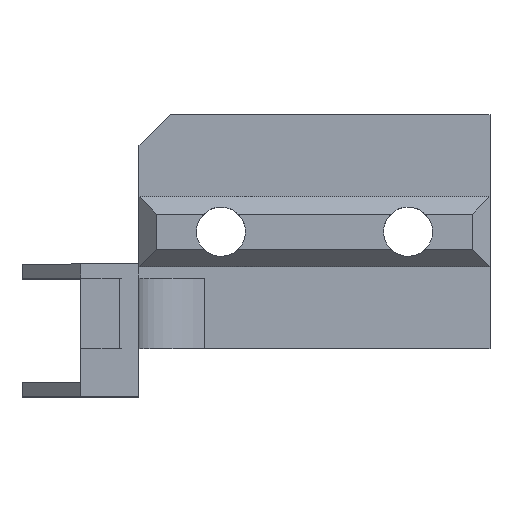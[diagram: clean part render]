
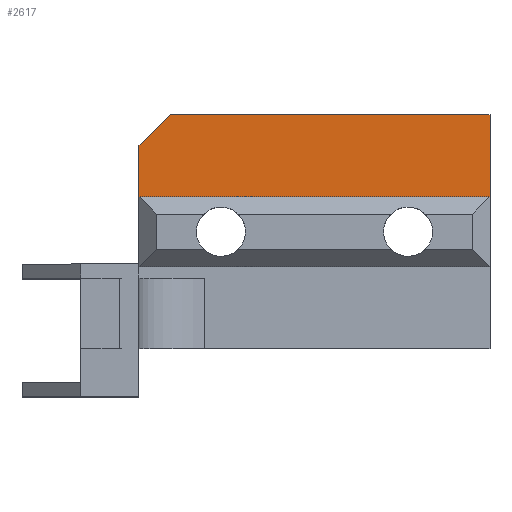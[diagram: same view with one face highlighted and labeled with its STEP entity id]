
A CAD part, top view. The second image highlights one B-rep face of the part: STEP entity #2617.
In plain terms, the highlighted planar face has unit normal (0, 0, 1).
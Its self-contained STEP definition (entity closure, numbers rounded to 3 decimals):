
#211=FACE_OUTER_BOUND('',#354,.T.);
#354=EDGE_LOOP('',(#1740,#1741,#1742,#1743,#1744));
#515=LINE('',#3550,#796);
#517=LINE('',#3554,#798);
#520=LINE('',#3560,#801);
#521=LINE('',#3562,#802);
#522=LINE('',#3563,#803);
#796=VECTOR('',#2950,10.);
#798=VECTOR('',#2954,10.);
#801=VECTOR('',#2959,10.);
#802=VECTOR('',#2960,10.);
#803=VECTOR('',#2961,10.);
#1077=VERTEX_POINT('',#3547);
#1078=VERTEX_POINT('',#3549);
#1079=VERTEX_POINT('',#3553);
#1081=VERTEX_POINT('',#3559);
#1082=VERTEX_POINT('',#3561);
#1339=EDGE_CURVE('',#1077,#1078,#515,.T.);
#1341=EDGE_CURVE('',#1078,#1079,#517,.T.);
#1344=EDGE_CURVE('',#1081,#1077,#520,.T.);
#1345=EDGE_CURVE('',#1081,#1082,#521,.T.);
#1346=EDGE_CURVE('',#1082,#1079,#522,.T.);
#1740=ORIENTED_EDGE('',*,*,#1339,.F.);
#1741=ORIENTED_EDGE('',*,*,#1344,.F.);
#1742=ORIENTED_EDGE('',*,*,#1345,.T.);
#1743=ORIENTED_EDGE('',*,*,#1346,.T.);
#1744=ORIENTED_EDGE('',*,*,#1341,.F.);
#2524=PLANE('',#2787);
#2617=ADVANCED_FACE('',(#211),#2524,.T.);
#2787=AXIS2_PLACEMENT_3D('',#3558,#2957,#2958);
#2950=DIRECTION('',(0.707,0.707,0.));
#2954=DIRECTION('',(1.,0.,0.));
#2957=DIRECTION('center_axis',(0.,0.,1.));
#2958=DIRECTION('ref_axis',(0.,-1.,0.));
#2959=DIRECTION('',(0.,1.,0.));
#2960=DIRECTION('',(1.,0.,0.));
#2961=DIRECTION('',(0.,1.,0.));
#3547=CARTESIAN_POINT('',(5.,11.342,32.5));
#3549=CARTESIAN_POINT('',(7.658,14.,32.5));
#3550=CARTESIAN_POINT('',(1.579,7.921,32.5));
#3553=CARTESIAN_POINT('',(35.,14.,32.5));
#3554=CARTESIAN_POINT('',(5.,14.,32.5));
#3558=CARTESIAN_POINT('Origin',(0.,0.,32.5));
#3559=CARTESIAN_POINT('',(5.,7.,32.5));
#3560=CARTESIAN_POINT('',(5.,10.5,32.5));
#3561=CARTESIAN_POINT('',(35.,7.,32.5));
#3562=CARTESIAN_POINT('',(2.5,7.,32.5));
#3563=CARTESIAN_POINT('',(35.,10.5,32.5));
